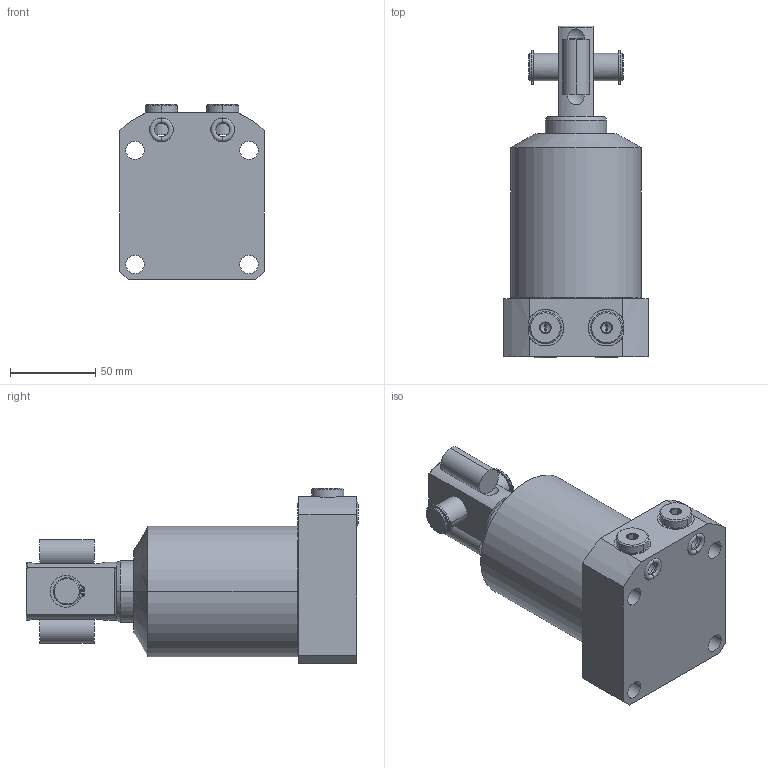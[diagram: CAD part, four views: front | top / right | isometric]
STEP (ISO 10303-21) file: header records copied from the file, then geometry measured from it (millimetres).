
FILE_DESCRIPTION((''),'2;1');
FILE_NAME('ILCML1416310R90','2015-03-25T',('maj'),(''),'PRO/ENGINEER BY PARAMETRIC TECHNOLOGY CORPORATION, 2013320','PRO/ENGINEER BY PARAMETRIC TECHNOLOGY CORPORATION, 2013320','');
FILE_SCHEMA(('AUTOMOTIVE_DESIGN { 1 0 10303 214 1 1 1 1 }'));
Length unit declared in the file: millimetre
Products named in the file (1): ILCML1416310R90
Bounding box: 85 x 195 x 103.05 mm (x, y, z)
Volume: 760061.7 mm3; surface area: 73401.1 mm2
Topology: 7 solids, 13 shells, 246 faces, 588 edges, 374 vertices
Faces by surface type: cylinder 98, plane 84, cone 40, torus 20, sphere 4
Entity records: 9326 total; most frequent: CARTESIAN_POINT 1497, DIRECTION 1342, ORIENTED_EDGE 1144, PRESENTATION_STYLE_ASSIGNMENT 597, STYLED_ITEM 597, CURVE_STYLE 584, EDGE_CURVE 584, AXIS2_PLACEMENT_3D 547
